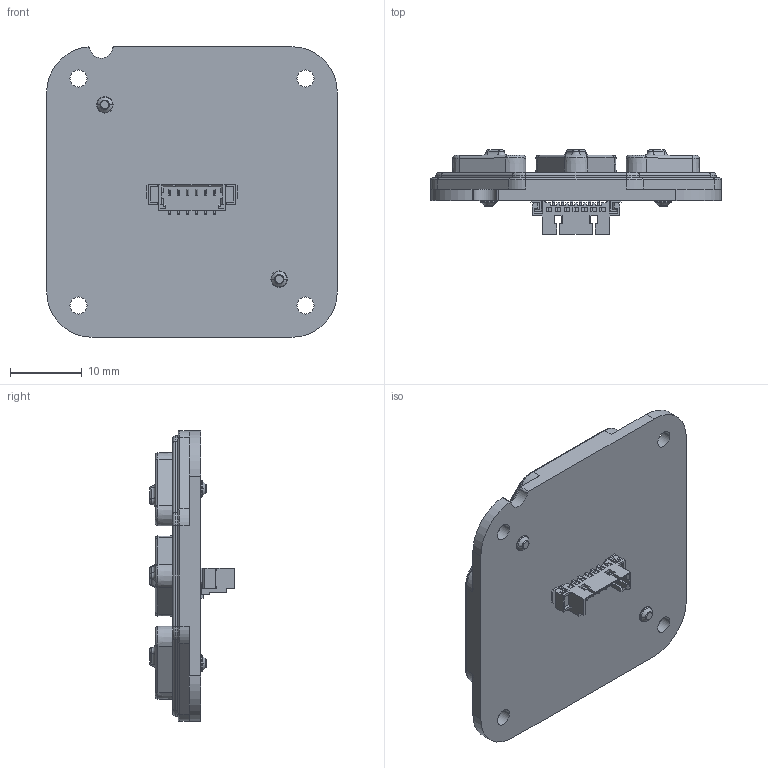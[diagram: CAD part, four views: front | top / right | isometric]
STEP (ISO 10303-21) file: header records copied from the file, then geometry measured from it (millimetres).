
FILE_DESCRIPTION((''),'2;1');
FILE_NAME('93YY5435_SW0005','2026-04-01T',('tkhandak'),(''),'PRO/ENGINEER BY PARAMETRIC TECHNOLOGY CORPORATION, 2016100','PRO/ENGINEER BY PARAMETRIC TECHNOLOGY CORPORATION, 2016100','');
FILE_SCHEMA(('CONFIG_CONTROL_DESIGN'));
Length unit declared in the file: inch
Products named in the file (1): 93YY5435_SW0005
Bounding box: 40.64 x 11.79 x 40.64 mm (x, y, z)
Volume: 6090.8 mm3; surface area: 4644.2 mm2
Topology: 1 solids, 1 shells, 602 faces, 1492 edges, 920 vertices
Faces by surface type: plane 353, cylinder 115, torus 91, cone 34, bspline 9
Entity records: 17770 total; most frequent: CARTESIAN_POINT 3158, DIRECTION 3096, ORIENTED_EDGE 2984, EDGE_CURVE 1492, VECTOR 1066, LINE 1066, AXIS2_PLACEMENT_3D 1015, VERTEX_POINT 920
